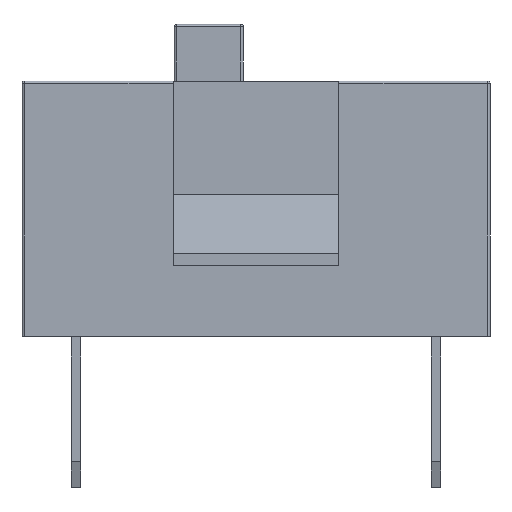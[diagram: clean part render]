
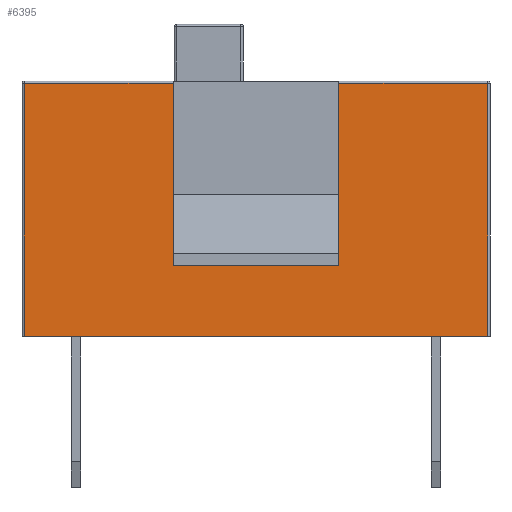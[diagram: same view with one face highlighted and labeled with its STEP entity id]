
A CAD part, left-side view. The second image highlights one B-rep face of the part: STEP entity #6395.
In plain terms, the highlighted planar face has unit normal (-1, 0, 0).
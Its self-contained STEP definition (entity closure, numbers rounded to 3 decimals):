
#153 = VERTEX_POINT ( 'NONE', #2294 ) ;
#228 = ORIENTED_EDGE ( 'NONE', *, *, #6179, .F. ) ;
#318 = DIRECTION ( 'NONE',  ( 0., 0., 1. ) ) ;
#565 = VERTEX_POINT ( 'NONE', #15432 ) ;
#812 = DIRECTION ( 'NONE',  ( 0., 1., 0. ) ) ;
#1289 = VERTEX_POINT ( 'NONE', #15682 ) ;
#1381 = ORIENTED_EDGE ( 'NONE', *, *, #3579, .F. ) ;
#1697 = EDGE_CURVE ( 'NONE', #565, #8720, #9305, .T. ) ;
#1771 = FACE_OUTER_BOUND ( 'NONE', #7771, .T. ) ;
#1945 = EDGE_CURVE ( 'NONE', #4701, #12355, #5624, .T. ) ;
#2294 = CARTESIAN_POINT ( 'NONE',  ( -2.05, 1.75, 1.55 ) ) ;
#2588 = ORIENTED_EDGE ( 'NONE', *, *, #1945, .T. ) ;
#3314 = VECTOR ( 'NONE', #16525, 1000. ) ;
#3398 = PLANE ( 'NONE',  #16867 ) ;
#3579 = EDGE_CURVE ( 'NONE', #9427, #153, #13574, .T. ) ;
#4112 = VECTOR ( 'NONE', #15564, 1000. ) ;
#4522 = CARTESIAN_POINT ( 'NONE',  ( -2.05, 1.75, 5.4 ) ) ;
#4701 = VERTEX_POINT ( 'NONE', #9912 ) ;
#4856 = CARTESIAN_POINT ( 'NONE',  ( -2.05, -1.75, 5.45 ) ) ;
#5163 = EDGE_CURVE ( 'NONE', #12355, #10535, #14043, .T. ) ;
#5166 = DIRECTION ( 'NONE',  ( 1., 0., 0. ) ) ;
#5567 = DIRECTION ( 'NONE',  ( 0., 0., 1. ) ) ;
#5624 = LINE ( 'NONE', #11516, #16324 ) ;
#5660 = CARTESIAN_POINT ( 'NONE',  ( -2.05, -4.9, 5.45 ) ) ;
#5697 = CARTESIAN_POINT ( 'NONE',  ( -2.05, -4.9, 0.05 ) ) ;
#5843 = ORIENTED_EDGE ( 'NONE', *, *, #9265, .T. ) ;
#6041 = EDGE_CURVE ( 'NONE', #9427, #4701, #17715, .T. ) ;
#6179 = EDGE_CURVE ( 'NONE', #153, #565, #17912, .T. ) ;
#6395 = ADVANCED_FACE ( 'NONE', ( #1771 ), #3398, .F. ) ;
#6401 = VECTOR ( 'NONE', #7216, 1000. ) ;
#7216 = DIRECTION ( 'NONE',  ( 0., 1., 0. ) ) ;
#7579 = VECTOR ( 'NONE', #5567, 1000. ) ;
#7771 = EDGE_LOOP ( 'NONE', ( #15208, #5843, #9945, #12034, #228, #1381, #10078, #2588 ) ) ;
#7790 = CARTESIAN_POINT ( 'NONE',  ( -2.05, 1.75, 1.55 ) ) ;
#7996 = DIRECTION ( 'NONE',  ( 0., 0., -1. ) ) ;
#8084 = DIRECTION ( 'NONE',  ( 0., 1., 0. ) ) ;
#8720 = VERTEX_POINT ( 'NONE', #11588 ) ;
#8788 = DIRECTION ( 'NONE',  ( 0., 0., -1. ) ) ;
#9265 = EDGE_CURVE ( 'NONE', #10535, #1289, #13163, .T. ) ;
#9305 = LINE ( 'NONE', #4856, #17727 ) ;
#9352 = CARTESIAN_POINT ( 'NONE',  ( -2.05, 1.75, 5.45 ) ) ;
#9427 = VERTEX_POINT ( 'NONE', #4522 ) ;
#9912 = CARTESIAN_POINT ( 'NONE',  ( -2.05, 4.9, 5.4 ) ) ;
#9945 = ORIENTED_EDGE ( 'NONE', *, *, #16527, .T. ) ;
#10078 = ORIENTED_EDGE ( 'NONE', *, *, #6041, .T. ) ;
#10535 = VERTEX_POINT ( 'NONE', #5697 ) ;
#11381 = CARTESIAN_POINT ( 'NONE',  ( -2.05, 4.95, 0.05 ) ) ;
#11516 = CARTESIAN_POINT ( 'NONE',  ( -2.05, 4.9, 5.45 ) ) ;
#11588 = CARTESIAN_POINT ( 'NONE',  ( -2.05, -1.75, 5.4 ) ) ;
#12034 = ORIENTED_EDGE ( 'NONE', *, *, #1697, .F. ) ;
#12355 = VERTEX_POINT ( 'NONE', #15948 ) ;
#13163 = LINE ( 'NONE', #5660, #7579 ) ;
#13574 = LINE ( 'NONE', #9352, #18810 ) ;
#14040 = CARTESIAN_POINT ( 'NONE',  ( -2.05, -1.75, 5.4 ) ) ;
#14043 = LINE ( 'NONE', #11381, #4112 ) ;
#14505 = CARTESIAN_POINT ( 'NONE',  ( -2.05, 4.95, 5.4 ) ) ;
#15208 = ORIENTED_EDGE ( 'NONE', *, *, #5163, .T. ) ;
#15432 = CARTESIAN_POINT ( 'NONE',  ( -2.05, -1.75, 1.55 ) ) ;
#15564 = DIRECTION ( 'NONE',  ( 0., -1., 0. ) ) ;
#15682 = CARTESIAN_POINT ( 'NONE',  ( -2.05, -4.9, 5.4 ) ) ;
#15948 = CARTESIAN_POINT ( 'NONE',  ( -2.05, 4.9, 0.05 ) ) ;
#16324 = VECTOR ( 'NONE', #8788, 1000. ) ;
#16525 = DIRECTION ( 'NONE',  ( 0., -1., 0. ) ) ;
#16527 = EDGE_CURVE ( 'NONE', #1289, #8720, #16932, .T. ) ;
#16867 = AXIS2_PLACEMENT_3D ( 'NONE', #18450, #5166, #812 ) ;
#16932 = LINE ( 'NONE', #14040, #17436 ) ;
#17436 = VECTOR ( 'NONE', #8084, 1000. ) ;
#17715 = LINE ( 'NONE', #14505, #6401 ) ;
#17727 = VECTOR ( 'NONE', #318, 1000. ) ;
#17912 = LINE ( 'NONE', #7790, #3314 ) ;
#18450 = CARTESIAN_POINT ( 'NONE',  ( -2.05, 4.95, 5.45 ) ) ;
#18810 = VECTOR ( 'NONE', #7996, 1000. ) ;
